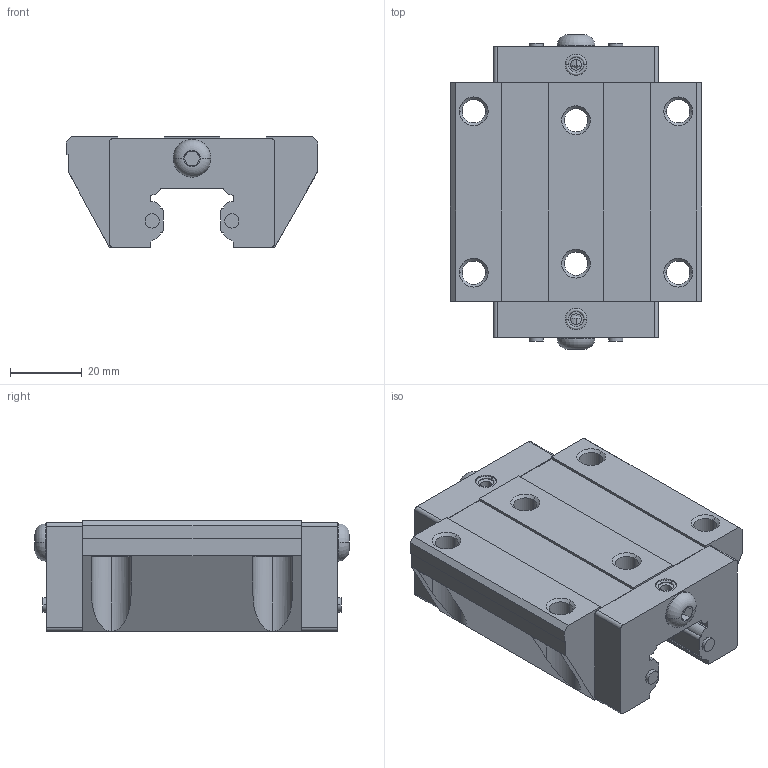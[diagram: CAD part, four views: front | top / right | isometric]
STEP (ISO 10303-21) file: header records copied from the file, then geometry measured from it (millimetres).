
FILE_DESCRIPTION(('STEP AP214'),'1');
FILE_NAME('kwse25-v1-g2.stp','2024-06-17T08:07:29',('TraceParts'),('TraceParts S.A.'),'Spatial InterOp 3D',' ',' ');
FILE_SCHEMA(('AUTOMOTIVE_DESIGN { 1 0 10303 214 1 1 1 1 }'));
Length unit declared in the file: millimetre
Products named in the file (1): kwse25-v1-g2_1
Bounding box: 70 x 87.7 x 30.8 mm (x, y, z)
Volume: 110320.1 mm3; surface area: 28073.7 mm2
Topology: 7 solids, 7 shells, 258 faces, 658 edges, 426 vertices
Faces by surface type: plane 126, cylinder 88, cone 28, torus 16
Entity records: 10152 total; most frequent: CARTESIAN_POINT 1587, DIRECTION 1414, ORIENTED_EDGE 1316, EDGE_CURVE 658, AXIS2_PLACEMENT_3D 517, VERTEX_POINT 426, LINE 380, VECTOR 380
